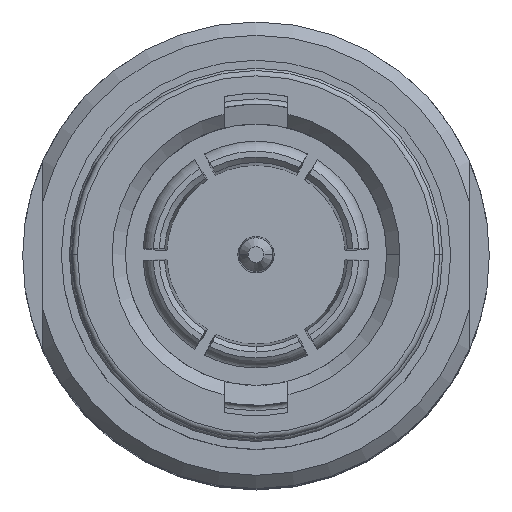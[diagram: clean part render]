
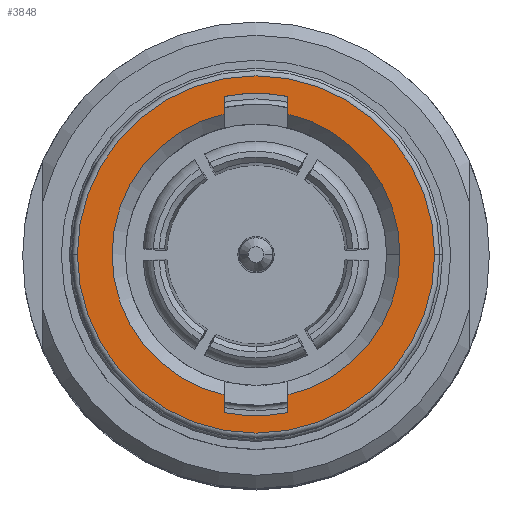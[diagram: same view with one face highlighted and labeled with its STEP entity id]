
A CAD part, top view. The second image highlights one B-rep face of the part: STEP entity #3848.
In plain terms, the highlighted planar face has unit normal (0, 0, 1).
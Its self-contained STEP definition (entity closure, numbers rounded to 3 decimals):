
#267 = EDGE_CURVE ( 'NONE', #10632, #11116, #17099, .T. ) ;
#617 = EDGE_LOOP ( 'NONE', ( #7249, #7047, #6753, #6846, #6783, #6907, #6967, #6936, #6976 ) ) ;
#725 = EDGE_LOOP ( 'NONE', ( #6959, #6819 ) ) ;
#1157 = EDGE_CURVE ( 'NONE', #10966, #10838, #17056, .T. ) ;
#1280 = DIRECTION ( 'NONE',  ( -1., 0., 0. ) ) ;
#1312 = CARTESIAN_POINT ( 'NONE',  ( 0., 0., 0.85 ) ) ;
#1383 = DIRECTION ( 'NONE',  ( 0., 0., 1. ) ) ;
#2269 = PLANE ( 'NONE',  #5374 ) ;
#2303 = DIRECTION ( 'NONE',  ( 0., 0., -1. ) ) ;
#2313 = CARTESIAN_POINT ( 'NONE',  ( 0., 0., 0.85 ) ) ;
#2359 = DIRECTION ( 'NONE',  ( -1., 0., 0. ) ) ;
#2803 = VERTEX_POINT ( 'NONE', #16122 ) ;
#2880 = VERTEX_POINT ( 'NONE', #15832 ) ;
#2899 = VERTEX_POINT ( 'NONE', #15822 ) ;
#3533 = CARTESIAN_POINT ( 'NONE',  ( -1.2, -4.751, 0.85 ) ) ;
#3566 = DIRECTION ( 'NONE',  ( 0., -1., 0. ) ) ;
#3848 = ADVANCED_FACE ( 'NONE', ( #6156, #6160 ), #2269, .F. ) ;
#3999 = EDGE_CURVE ( 'NONE', #2880, #2803, #6592, .T. ) ;
#5374 = AXIS2_PLACEMENT_3D ( 'NONE', #2313, #2303, #2359 ) ;
#6156 = FACE_OUTER_BOUND ( 'NONE', #725, .T. ) ;
#6160 = FACE_BOUND ( 'NONE', #617, .T. ) ;
#6592 = CIRCLE ( 'NONE', #7258, 6.7 ) ;
#6723 = VERTEX_POINT ( 'NONE', #8918 ) ;
#6753 = ORIENTED_EDGE ( 'NONE', *, *, #15085, .F. ) ;
#6783 = ORIENTED_EDGE ( 'NONE', *, *, #15115, .F. ) ;
#6819 = ORIENTED_EDGE ( 'NONE', *, *, #3999, .T. ) ;
#6846 = ORIENTED_EDGE ( 'NONE', *, *, #15034, .F. ) ;
#6907 = ORIENTED_EDGE ( 'NONE', *, *, #15104, .F. ) ;
#6936 = ORIENTED_EDGE ( 'NONE', *, *, #15378, .F. ) ;
#6959 = ORIENTED_EDGE ( 'NONE', *, *, #15110, .T. ) ;
#6967 = ORIENTED_EDGE ( 'NONE', *, *, #267, .F. ) ;
#6976 = ORIENTED_EDGE ( 'NONE', *, *, #15062, .F. ) ;
#7047 = ORIENTED_EDGE ( 'NONE', *, *, #1157, .F. ) ;
#7249 = ORIENTED_EDGE ( 'NONE', *, *, #15109, .F. ) ;
#7258 = AXIS2_PLACEMENT_3D ( 'NONE', #1312, #1383, #1280 ) ;
#7386 = AXIS2_PLACEMENT_3D ( 'NONE', #9373, #9374, #9375 ) ;
#7403 = AXIS2_PLACEMENT_3D ( 'NONE', #9973, #9975, #9977 ) ;
#7409 = AXIS2_PLACEMENT_3D ( 'NONE', #10131, #10133, #10135 ) ;
#7412 = AXIS2_PLACEMENT_3D ( 'NONE', #10173, #10174, #10175 ) ;
#7413 = AXIS2_PLACEMENT_3D ( 'NONE', #10178, #10179, #10180 ) ;
#7415 = AXIS2_PLACEMENT_3D ( 'NONE', #10312, #10313, #10314 ) ;
#7877 = CIRCLE ( 'NONE', #7386, 5.4 ) ;
#7898 = LINE ( 'NONE', #9791, #7901 ) ;
#7901 = VECTOR ( 'NONE', #9794, 1000. ) ;
#7926 = CIRCLE ( 'NONE', #7403, 5.4 ) ;
#7943 = CIRCLE ( 'NONE', #7409, 6.05 ) ;
#7949 = CIRCLE ( 'NONE', #7412, 6.05 ) ;
#7950 = CIRCLE ( 'NONE', #7413, 6.7 ) ;
#7954 = LINE ( 'NONE', #10211, #7955 ) ;
#7955 = VECTOR ( 'NONE', #10214, 1000. ) ;
#7964 = CIRCLE ( 'NONE', #7415, 5.4 ) ;
#8918 = CARTESIAN_POINT ( 'NONE',  ( -1.2, 5.265, 0.85 ) ) ;
#8991 = CARTESIAN_POINT ( 'NONE',  ( -1.2, -5.265, 0.85 ) ) ;
#9028 = CARTESIAN_POINT ( 'NONE',  ( 1.2, 5.93, 0.85 ) ) ;
#9064 = CARTESIAN_POINT ( 'NONE',  ( 1.2, 5.265, 0.85 ) ) ;
#9131 = CARTESIAN_POINT ( 'NONE',  ( -1.2, -5.93, 0.85 ) ) ;
#9142 = CARTESIAN_POINT ( 'NONE',  ( 1.2, -5.265, 0.85 ) ) ;
#9223 = CARTESIAN_POINT ( 'NONE',  ( 1.2, -5.93, 0.85 ) ) ;
#9250 = CARTESIAN_POINT ( 'NONE',  ( -1.2, 5.93, 0.85 ) ) ;
#9373 = CARTESIAN_POINT ( 'NONE',  ( 0., 0., 0.85 ) ) ;
#9374 = DIRECTION ( 'NONE',  ( 0., 0., 1. ) ) ;
#9375 = DIRECTION ( 'NONE',  ( 1., 0., 0. ) ) ;
#9791 = CARTESIAN_POINT ( 'NONE',  ( -1.2, 4.751, 0.85 ) ) ;
#9794 = DIRECTION ( 'NONE',  ( 0., -1., 0. ) ) ;
#9973 = CARTESIAN_POINT ( 'NONE',  ( 0., 0., 0.85 ) ) ;
#9975 = DIRECTION ( 'NONE',  ( 0., 0., 1. ) ) ;
#9977 = DIRECTION ( 'NONE',  ( 1., 0., 0. ) ) ;
#10131 = CARTESIAN_POINT ( 'NONE',  ( 0., 0., 0.85 ) ) ;
#10133 = DIRECTION ( 'NONE',  ( 0., 0., 1. ) ) ;
#10135 = DIRECTION ( 'NONE',  ( 1., 0., 0. ) ) ;
#10173 = CARTESIAN_POINT ( 'NONE',  ( 0., 0., 0.85 ) ) ;
#10174 = DIRECTION ( 'NONE',  ( 0., 0., 1. ) ) ;
#10175 = DIRECTION ( 'NONE',  ( -1., 0., 0. ) ) ;
#10178 = CARTESIAN_POINT ( 'NONE',  ( 0., 0., 0.85 ) ) ;
#10179 = DIRECTION ( 'NONE',  ( 0., 0., 1. ) ) ;
#10180 = DIRECTION ( 'NONE',  ( -1., 0., 0. ) ) ;
#10211 = CARTESIAN_POINT ( 'NONE',  ( 1.2, -4.751, 0.85 ) ) ;
#10214 = DIRECTION ( 'NONE',  ( 0., 1., 0. ) ) ;
#10312 = CARTESIAN_POINT ( 'NONE',  ( 0., 0., 0.85 ) ) ;
#10313 = DIRECTION ( 'NONE',  ( 0., 0., 1. ) ) ;
#10314 = DIRECTION ( 'NONE',  ( 1., 0., 0. ) ) ;
#10632 = VERTEX_POINT ( 'NONE', #8991 ) ;
#10838 = VERTEX_POINT ( 'NONE', #9028 ) ;
#10966 = VERTEX_POINT ( 'NONE', #9064 ) ;
#11116 = VERTEX_POINT ( 'NONE', #9131 ) ;
#11157 = VERTEX_POINT ( 'NONE', #9142 ) ;
#11345 = VERTEX_POINT ( 'NONE', #9223 ) ;
#11530 = VERTEX_POINT ( 'NONE', #9250 ) ;
#15034 = EDGE_CURVE ( 'NONE', #11157, #2899, #7877, .T. ) ;
#15062 = EDGE_CURVE ( 'NONE', #11530, #6723, #7898, .T. ) ;
#15085 = EDGE_CURVE ( 'NONE', #2899, #10966, #7926, .T. ) ;
#15104 = EDGE_CURVE ( 'NONE', #11116, #11345, #7943, .T. ) ;
#15109 = EDGE_CURVE ( 'NONE', #10838, #11530, #7949, .T. ) ;
#15110 = EDGE_CURVE ( 'NONE', #2803, #2880, #7950, .T. ) ;
#15115 = EDGE_CURVE ( 'NONE', #11345, #11157, #7954, .T. ) ;
#15378 = EDGE_CURVE ( 'NONE', #6723, #10632, #7964, .T. ) ;
#15822 = CARTESIAN_POINT ( 'NONE',  ( 5.4, 0., 0.85 ) ) ;
#15832 = CARTESIAN_POINT ( 'NONE',  ( 6.7, 0., 0.85 ) ) ;
#15890 = DIRECTION ( 'NONE',  ( 0., 1., 0. ) ) ;
#15937 = CARTESIAN_POINT ( 'NONE',  ( 1.2, 4.751, 0.85 ) ) ;
#16122 = CARTESIAN_POINT ( 'NONE',  ( -6.7, 0., 0.85 ) ) ;
#17056 = LINE ( 'NONE', #15937, #17134 ) ;
#17099 = LINE ( 'NONE', #3533, #17242 ) ;
#17134 = VECTOR ( 'NONE', #15890, 1000. ) ;
#17242 = VECTOR ( 'NONE', #3566, 1000. ) ;
